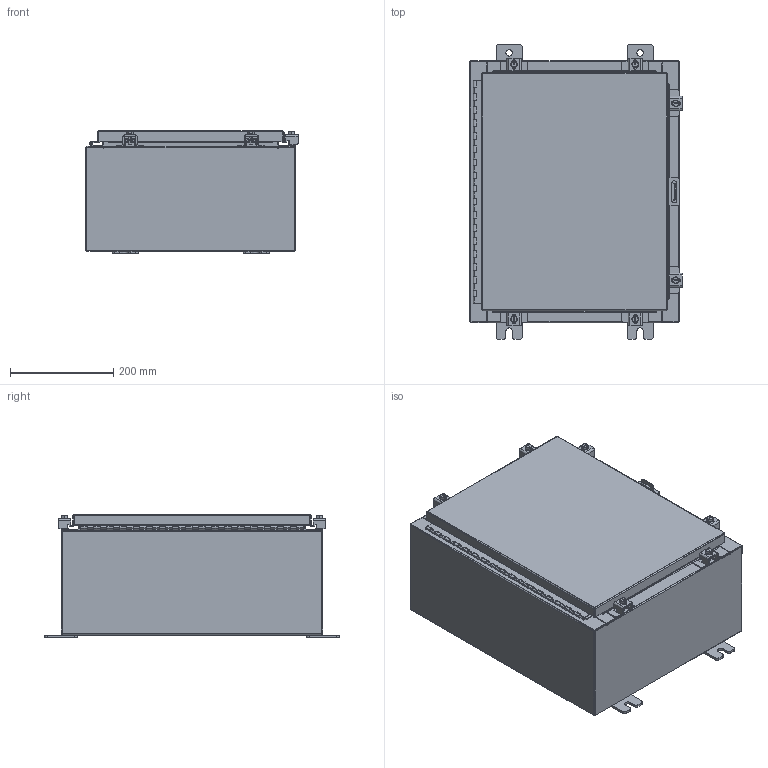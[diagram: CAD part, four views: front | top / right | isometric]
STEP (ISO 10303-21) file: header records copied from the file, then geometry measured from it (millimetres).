
FILE_DESCRIPTION (( 'STEP AP203' ), '1' );
FILE_NAME ('N20H1608SS6WP.STEP', '2014-01-17T17:49:29', ( 'changeme' ), ( 'Microsoft' ), 'SwSTEP 2.0', 'SolidWorks 2013', '' );
FILE_SCHEMA (( 'CONFIG_CONTROL_DESIGN' ));
Length unit declared in the file: inch
Products named in the file (19): N20H1608SS6WP Standard Clamps; N20H1608SS6WP Mounting Feet; N20H1608SS6WP Cover; N20H1608SS6WP 125 Pin Hinge; N20H1608SS6WP Padlock Hasp; N20H1608SS6WP Body; N20H1608SS6WP Padlock Staple; N20H1608SS6WP Bottom; N20H1608SS6WP Clamp Bracket; N20H1608SS6WP Backpanel; N20H1608SS6WP Top; N20H1608SS6WP 22101002; N20H1608SS6WP Mounting Studs; N20H1608SS6WP; N20H1608SS6WP 22104005_DEFAULT; N20H1608SS6WP Hinge Enclosure Side2; N20H1608SS6WP Clamp Top; N20H1608SS6WP Hinge Cover Side; N20H1608SS6WP Clamp Assembly
Assembly tree (30 placements, depth 4):
  N20H1608SS6WP
    N20H1608SS6WP Backpanel
    N20H1608SS6WP Mounting Studs  x4
    N20H1608SS6WP 125 Pin Hinge
      N20H1608SS6WP Hinge Enclosure Side2
      N20H1608SS6WP Hinge Cover Side
    N20H1608SS6WP Mounting Feet  x4
    N20H1608SS6WP Padlock Hasp
    N20H1608SS6WP Padlock Staple
    N20H1608SS6WP Standard Clamps  x6
      N20H1608SS6WP Clamp Bracket
      N20H1608SS6WP Clamp Assembly
        N20H1608SS6WP 22101002  x2
        N20H1608SS6WP 22104005_DEFAULT
        N20H1608SS6WP Clamp Top
    N20H1608SS6WP Cover
    N20H1608SS6WP Body
    N20H1608SS6WP Bottom
    N20H1608SS6WP Top
Bounding box: 411.75 x 571.5 x 238.47 mm (x, y, z)
Volume: 2221651.2 mm3; surface area: 2216393.2 mm2
Topology: 47 solids, 47 shells, 1613 faces, 4037 edges, 2542 vertices
Faces by surface type: plane 860, cylinder 657, torus 44, cone 44, bspline 8
Entity records: 29429 total; most frequent: CARTESIAN_POINT 5125, DIRECTION 4772, ORIENTED_EDGE 4488, EDGE_CURVE 2244, AXIS2_PLACEMENT_3D 1649, LINE 1474, VECTOR 1474, VERTEX_POINT 1380
